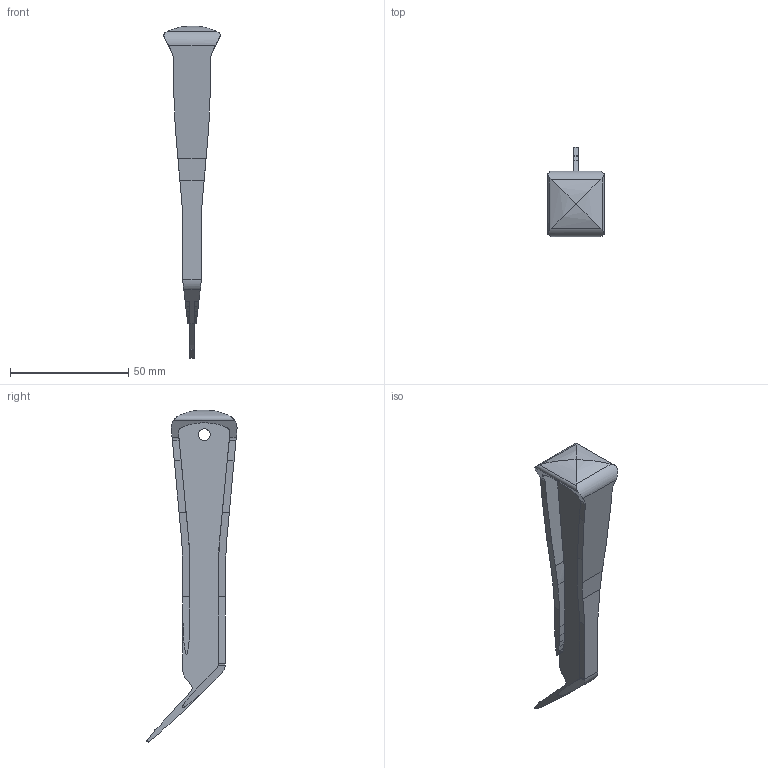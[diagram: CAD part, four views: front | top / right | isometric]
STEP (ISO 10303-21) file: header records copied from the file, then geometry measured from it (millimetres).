
FILE_DESCRIPTION(('CATIA V5R24 STEP','CAx-IF Rec.Pracs.--- Model Styling and Organization---1.2---2011-12-15'),'2;1');
FILE_NAME ('D1454345_0', '2017-03-07T05:45:30+00:00', ('Weidmueller Interface'), ('Weidmueller'), 'CATIA Version 5-6 Release 2014 SP4 HF52', 'CATIA V5 STEP AP214', 'none');
FILE_SCHEMA(('AUTOMOTIVE_DESIGN { 1 0 10303 214 1 1 1 1 }'));
Length unit declared in the file: millimetre
Products named in the file (1): v5-standard_part
Bounding box: 23.75 x 38.02 x 140.18 mm (x, y, z)
Volume: 13466.6 mm3; surface area: 10715.6 mm2
Topology: 1 solids, 1 shells, 332 faces, 990 edges, 660 vertices
Faces by surface type: plane 293, cylinder 39
Entity records: 11527 total; most frequent: CARTESIAN_POINT 2318, ORIENTED_EDGE 1980, DIRECTION 1610, EDGE_CURVE 990, VECTOR 908, LINE 908, VERTEX_POINT 660, AXIS2_PLACEMENT_3D 368
